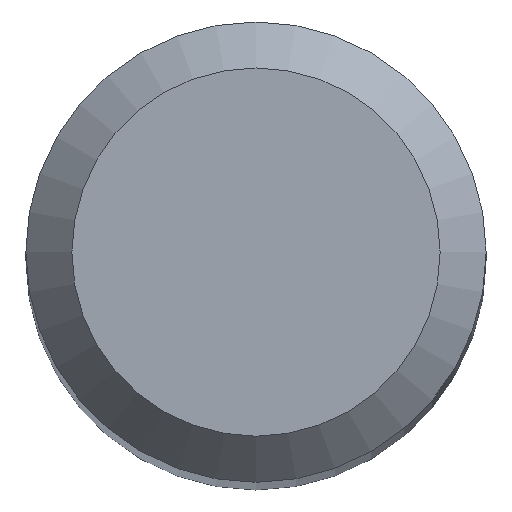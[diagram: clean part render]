
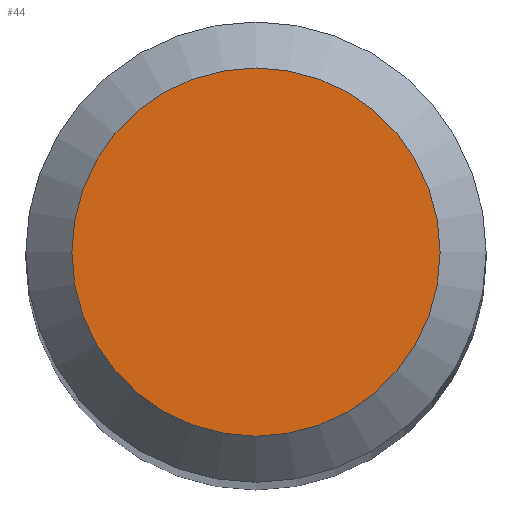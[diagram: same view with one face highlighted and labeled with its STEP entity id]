
A CAD part, top view. The second image highlights one B-rep face of the part: STEP entity #44.
In plain terms, the highlighted planar face has unit normal (0, 0, 1).
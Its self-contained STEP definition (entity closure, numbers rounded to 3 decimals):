
#40 = DIRECTION ( 'NONE',  ( 0., 1., 0. ) ) ;
#44 = ADVANCED_FACE ( 'NONE', ( #112 ), #279, .F. ) ;
#49 = EDGE_CURVE ( 'NONE', #53, #53, #262, .T. ) ;
#53 = VERTEX_POINT ( 'NONE', #114 ) ;
#67 = DIRECTION ( 'NONE',  ( 0., 0., -1. ) ) ;
#86 = DIRECTION ( 'NONE',  ( 0., 0., -1. ) ) ;
#96 = AXIS2_PLACEMENT_3D ( 'NONE', #198, #86, #40 ) ;
#112 = FACE_OUTER_BOUND ( 'NONE', #194, .T. ) ;
#114 = CARTESIAN_POINT ( 'NONE',  ( 0., 1.2, 50. ) ) ;
#133 = AXIS2_PLACEMENT_3D ( 'NONE', #154, #67, #273 ) ;
#154 = CARTESIAN_POINT ( 'NONE',  ( 0., 0., 50. ) ) ;
#194 = EDGE_LOOP ( 'NONE', ( #261 ) ) ;
#198 = CARTESIAN_POINT ( 'NONE',  ( 0., 0., 50. ) ) ;
#261 = ORIENTED_EDGE ( 'NONE', *, *, #49, .F. ) ;
#262 = CIRCLE ( 'NONE', #133, 1.2 ) ;
#273 = DIRECTION ( 'NONE',  ( 0., 1., 0. ) ) ;
#279 = PLANE ( 'NONE',  #96 ) ;
